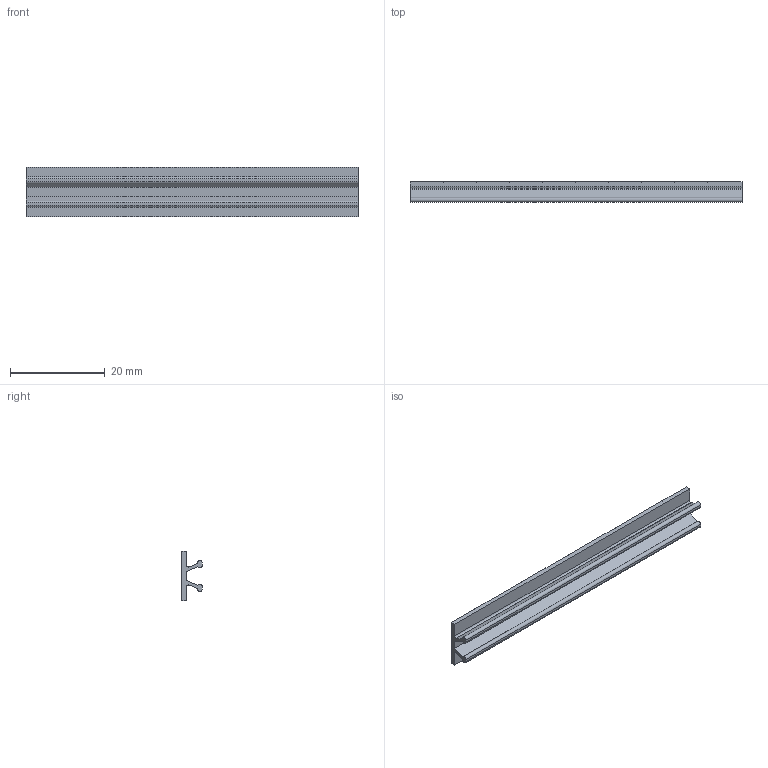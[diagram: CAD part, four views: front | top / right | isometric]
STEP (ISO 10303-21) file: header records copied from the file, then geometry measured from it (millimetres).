
FILE_DESCRIPTION (( 'STEP AP214' ), '1' );
FILE_NAME ('107603.STEP', '2011-07-09T18:26:32', ( 'LALo' ), ( 'Edi Foundation' ), 'SwSTEP 2.0', 'SolidWorks 2011', '' );
FILE_SCHEMA (( 'AUTOMOTIVE_DESIGN' ));
Length unit declared in the file: inch
Products named in the file (1): 107603
Bounding box: 70 x 4.3 x 10.5 mm (x, y, z)
Volume: 1170.8 mm3; surface area: 2679.8 mm2
Topology: 1 solids, 1 shells, 95 faces, 279 edges, 186 vertices
Faces by surface type: plane 86, cylinder 9
Entity records: 3151 total; most frequent: CARTESIAN_POINT 561, ORIENTED_EDGE 558, DIRECTION 489, EDGE_CURVE 279, VECTOR 261, LINE 261, VERTEX_POINT 186, AXIS2_PLACEMENT_3D 114
